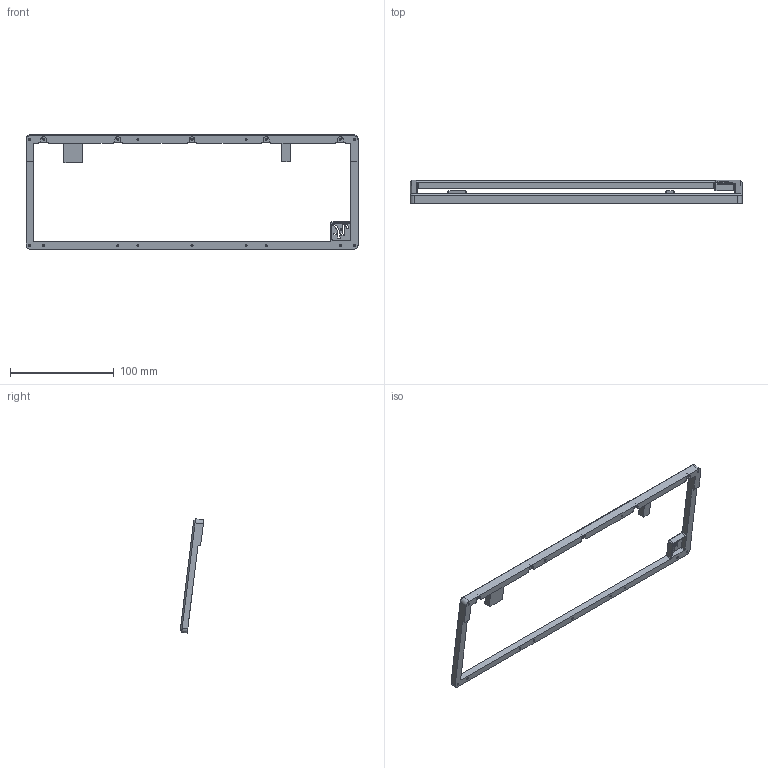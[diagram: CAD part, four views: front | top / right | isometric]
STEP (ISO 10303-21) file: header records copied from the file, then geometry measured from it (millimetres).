
FILE_DESCRIPTION(/* description */ (''),/* implementation_level */ '2;1');
FILE_NAME(/* name */ 'Top.step',/* time_stamp */ '2020-12-08T11:20:26+08:00',/* author */ (''),/* organization */ (''),/* preprocessor_version */ 'ST-DEVELOPER v18.1',/* originating_system */ 'Autodesk Translation Framework v9.3.0.1241',/* authorisation */ '');
FILE_SCHEMA (('AUTOMOTIVE_DESIGN { 1 0 10303 214 3 1 1 }'));
Length unit declared in the file: millimetre
Products named in the file (2): Top; Component2
Assembly tree (1 placements, depth 2):
  Top
    Component2
Bounding box: 319.75 x 22.68 x 110.05 mm (x, y, z)
Volume: 49203.7 mm3; surface area: 27115.1 mm2
Topology: 1 solids, 1 shells, 217 faces, 552 edges, 351 vertices
Faces by surface type: plane 98, cylinder 59, bspline 42, cone 18
Full cylindrical faces by diameter (mm): 2 x19
Entity records: 7691 total; most frequent: CARTESIAN_POINT 2623, ORIENTED_EDGE 1094, DIRECTION 934, EDGE_CURVE 547, VERTEX_POINT 351, LINE 316, VECTOR 316, AXIS2_PLACEMENT_3D 309
